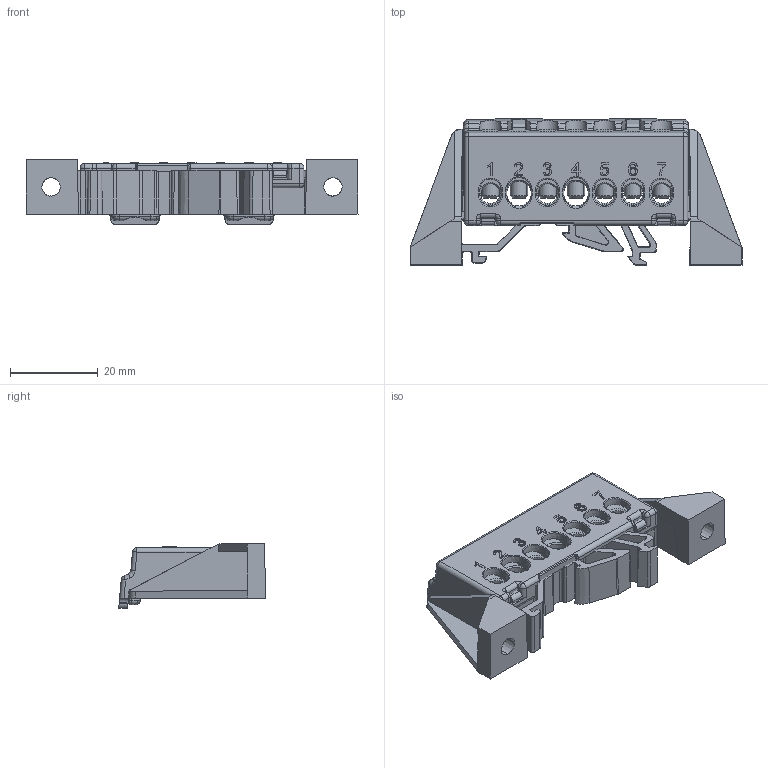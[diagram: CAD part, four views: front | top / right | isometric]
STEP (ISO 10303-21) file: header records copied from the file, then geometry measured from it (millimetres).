
FILE_DESCRIPTION (( 'STEP AP214' ), '1' );
FILE_NAME ('KSN-2-6x9-07.STEP', '2023-11-03T08:02:57', ( '' ), ( '' ), 'SwSTEP 2.0', 'SolidWorks 2022', '' );
FILE_SCHEMA (( 'AUTOMOTIVE_DESIGN' ));
Length unit declared in the file: millimetre
Products named in the file (6): Cover 07_obr; Винт М4х8; KSN-2-6x9-07; BHBT-3-6x9.07.01; Holder 07-уклон_уклоны; BHBT-3-6x9.07.00
Assembly tree (11 placements, depth 3):
  KSN-2-6x9-07
    BHBT-3-6x9.07.00
      BHBT-3-6x9.07.01
      Винт М4х8  x7
    Holder 07-уклон_уклоны
    Cover 07_obr
Bounding box: 75.63 x 33.38 x 14.7 mm (x, y, z)
Volume: 11194.9 mm3; surface area: 14500.2 mm2
Topology: 10 solids, 10 shells, 1028 faces, 2804 edges, 1788 vertices
Faces by surface type: plane 518, cylinder 268, cone 93, bspline 70, torus 67, sphere 12
Entity records: 30754 total; most frequent: CARTESIAN_POINT 9738, ORIENTED_EDGE 4704, DIRECTION 3825, EDGE_CURVE 2352, VERTEX_POINT 1498, LINE 1477, VECTOR 1477, AXIS2_PLACEMENT_3D 1174
